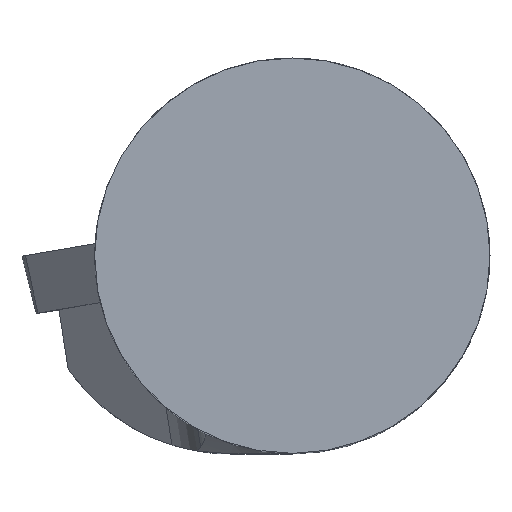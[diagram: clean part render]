
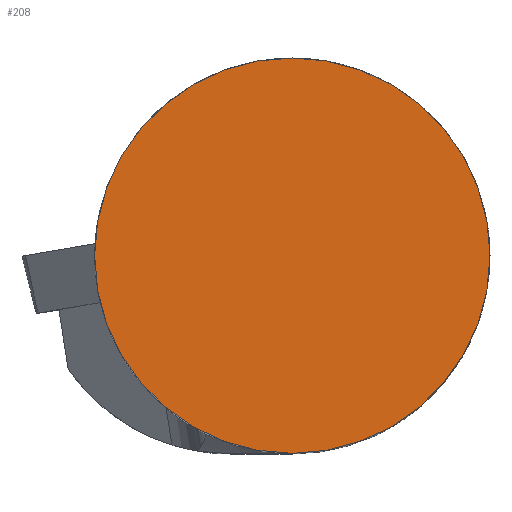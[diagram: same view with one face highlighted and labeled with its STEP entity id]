
A CAD part, top view. The second image highlights one B-rep face of the part: STEP entity #208.
In plain terms, the highlighted planar face has unit normal (0, 0, 1).
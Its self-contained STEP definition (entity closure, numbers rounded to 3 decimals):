
#208=ADVANCED_FACE('',(#288),#251,.T.);
#251=PLANE('',#1140);
#288=FACE_OUTER_BOUND('',#330,.T.);
#330=EDGE_LOOP('',(#642));
#642=ORIENTED_EDGE('',*,*,#886,.F.);
#791=VERTEX_POINT('',#1647);
#886=EDGE_CURVE('',#791,#791,#974,.T.);
#974=CIRCLE('',#1110,16.);
#1110=AXIS2_PLACEMENT_3D('',#1646,#1280,#1281);
#1140=AXIS2_PLACEMENT_3D('',#1719,#1358,#1359);
#1280=DIRECTION('',(0.,0.,-1.));
#1281=DIRECTION('',(1.,0.,0.));
#1358=DIRECTION('',(0.,0.,1.));
#1359=DIRECTION('',(1.,0.,0.));
#1646=CARTESIAN_POINT('',(0.,0.,0.));
#1647=CARTESIAN_POINT('',(16.,0.,0.));
#1719=CARTESIAN_POINT('',(0.,0.,0.));
